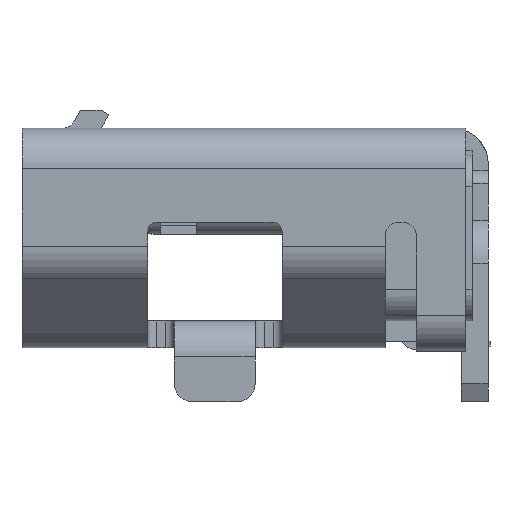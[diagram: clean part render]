
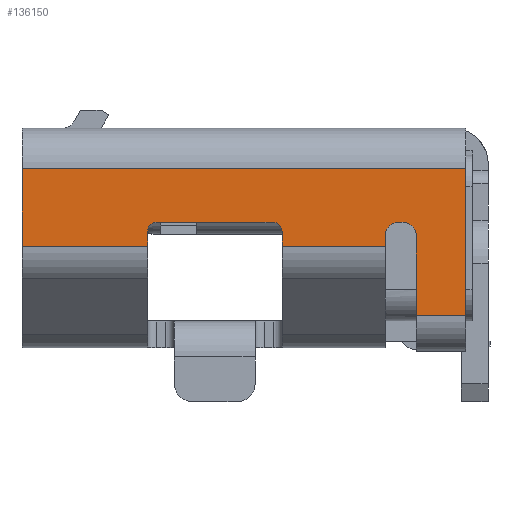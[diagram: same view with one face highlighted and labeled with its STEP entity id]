
A CAD part, left-side view. The second image highlights one B-rep face of the part: STEP entity #136150.
In plain terms, the highlighted planar face has unit normal (-1, 0, 0).
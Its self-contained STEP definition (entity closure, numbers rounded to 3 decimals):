
#132500=CARTESIAN_POINT('',(-3.75,1.45,0.865));
#132510=VERTEX_POINT('',#132500);
#132560=CARTESIAN_POINT('',(-3.75,1.45,0.025));
#132570=DIRECTION('',(-0.,0.,1.));
#132580=VECTOR('',#132570,1.);
#132590=LINE('',#132560,#132580);
#132600=CARTESIAN_POINT('',(-3.75,1.45,-0.775));
#132610=VERTEX_POINT('',#132600);
#132620=EDGE_CURVE('',#132610,#132510,#132590,.T.);
#134790=CARTESIAN_POINT('',(-3.75,0.9,0.865));
#134800=VERTEX_POINT('',#134790);
#134830=CARTESIAN_POINT('',(-3.75,-3.2,0.865));
#134840=DIRECTION('',(0.,1.,0.));
#134850=VECTOR('',#134840,1.);
#134860=LINE('',#134830,#134850);
#134870=EDGE_CURVE('',#134800,#132510,#134860,.T.);
#134920=CARTESIAN_POINT('',(-3.75,-1.175,0.
));
#134930=DIRECTION('',(-1.,0.,-0.));
#134940=DIRECTION('',(0.,0.,1.));
#134950=AXIS2_PLACEMENT_3D('',#134920,#134930,#134940);
#134960=PLANE('',#134950);
#134970=CARTESIAN_POINT('',(-3.75,0.9,0.025))
;
#134980=DIRECTION('',(-0.,0.,1.));
#134990=VECTOR('',#134980,1.);
#135000=LINE('',#134970,#134990);
#135010=CARTESIAN_POINT('',(-3.75,0.9,-0.025)
);
#135020=VERTEX_POINT('',#135010);
#135030=EDGE_CURVE('',#135020,#134800,#135000,.T.);
#135040=ORIENTED_EDGE('',*,*,#135030,.T.);
#135050=CARTESIAN_POINT('',(-3.75,0.75,-0.025)
);
#135060=DIRECTION('',(-1.,0.,0.));
#135070=DIRECTION('',(0.,0.,1.));
#135080=AXIS2_PLACEMENT_3D('',#135050,#135060,#135070);
#135090=CIRCLE('',#135080,0.15);
#135100=CARTESIAN_POINT('',(-3.75,0.75,-0.175))
;
#135110=VERTEX_POINT('',#135100);
#135120=EDGE_CURVE('',#135020,#135110,#135090,.T.);
#135130=ORIENTED_EDGE('',*,*,#135120,.F.);
#135140=CARTESIAN_POINT('',(-3.75,-3.2,-0.175))
;
#135150=DIRECTION('',(0.,1.,0.));
#135160=VECTOR('',#135150,1.);
#135170=LINE('',#135140,#135160);
#135180=CARTESIAN_POINT('',(-3.75,0.7,-0.175))
;
#135190=VERTEX_POINT('',#135180);
#135200=EDGE_CURVE('',#135190,#135110,#135170,.T.);
#135210=ORIENTED_EDGE('',*,*,#135200,.T.);
#135220=CARTESIAN_POINT('',(-3.75,0.7,-0.025)
);
#135230=DIRECTION('',(-1.,0.,0.));
#135240=DIRECTION('',(0.,0.,1.));
#135250=AXIS2_PLACEMENT_3D('',#135220,#135230,#135240);
#135260=CIRCLE('',#135250,0.15);
#135270=CARTESIAN_POINT('',(-3.75,0.55,-0.025)
);
#135280=VERTEX_POINT('',#135270);
#135290=EDGE_CURVE('',#135190,#135280,#135260,.T.);
#135300=ORIENTED_EDGE('',*,*,#135290,.F.);
#135310=CARTESIAN_POINT('',(-3.75,0.55,0.025))
;
#135320=DIRECTION('',(0.,0.,-1.));
#135330=VECTOR('',#135320,1.);
#135340=LINE('',#135310,#135330);
#135350=CARTESIAN_POINT('',(-3.75,0.55,0.092))
;
#135360=VERTEX_POINT('',#135350);
#135370=EDGE_CURVE('',#135360,#135280,#135340,.T.);
#135380=ORIENTED_EDGE('',*,*,#135370,.T.);
#135390=CARTESIAN_POINT('',(-3.75,-3.2,0.092))
;
#135400=DIRECTION('',(0.,1.,0.));
#135410=VECTOR('',#135400,1.);
#135420=LINE('',#135390,#135410);
#135430=CARTESIAN_POINT('',(-3.75,-0.6,0.092)
);
#135440=VERTEX_POINT('',#135430);
#135450=EDGE_CURVE('',#135440,#135360,#135420,.T.);
#135460=ORIENTED_EDGE('',*,*,#135450,.T.);
#135470=CARTESIAN_POINT('',(-3.75,-0.6,0.025)
);
#135480=DIRECTION('',(-0.,0.,1.));
#135490=VECTOR('',#135480,1.);
#135500=LINE('',#135470,#135490);
#135510=CARTESIAN_POINT('',(-3.75,-0.6,-0.075
));
#135520=VERTEX_POINT('',#135510);
#135530=EDGE_CURVE('',#135520,#135440,#135500,.T.);
#135540=ORIENTED_EDGE('',*,*,#135530,.T.);
#135550=CARTESIAN_POINT('',(-3.75,-0.7,-0.075
));
#135560=DIRECTION('',(-1.,0.,0.));
#135570=DIRECTION('',(0.,1.,0.));
#135580=AXIS2_PLACEMENT_3D('',#135550,#135560,#135570);
#135590=CIRCLE('',#135580,0.1);
#135600=CARTESIAN_POINT('',(-3.75,-0.7,-0.175)
);
#135610=VERTEX_POINT('',#135600);
#135620=EDGE_CURVE('',#135520,#135610,#135590,.T.);
#135630=ORIENTED_EDGE('',*,*,#135620,.F.);
#135640=CARTESIAN_POINT('',(-3.75,-1.7,-0.175))
;
#135650=DIRECTION('',(0.,1.,0.));
#135660=VECTOR('',#135650,1.3);
#135670=LINE('',#135640,#135660);
#135680=CARTESIAN_POINT('',(-3.75,-2.,-0.175))
;
#135690=VERTEX_POINT('',#135680);
#135700=EDGE_CURVE('',#135690,#135610,#135670,.T.);
#135710=ORIENTED_EDGE('',*,*,#135700,.T.);
#135720=CARTESIAN_POINT('',(-3.75,-2.,-0.075)
);
#135730=DIRECTION('',(-1.,0.,0.));
#135740=DIRECTION('',(0.,0.,-1.));
#135750=AXIS2_PLACEMENT_3D('',#135720,#135730,#135740);
#135760=CIRCLE('',#135750,0.1);
#135770=CARTESIAN_POINT('',(-3.75,-2.1,-0.075)
);
#135780=VERTEX_POINT('',#135770);
#135790=EDGE_CURVE('',#135690,#135780,#135760,.T.);
#135800=ORIENTED_EDGE('',*,*,#135790,.F.);
#135810=CARTESIAN_POINT('',(-3.75,-2.1,0.025))
;
#135820=DIRECTION('',(-0.,0.,1.));
#135830=VECTOR('',#135820,1.);
#135840=LINE('',#135810,#135830);
#135850=CARTESIAN_POINT('',(-3.75,-2.1,0.092))
;
#135860=VERTEX_POINT('',#135850);
#135870=EDGE_CURVE('',#135780,#135860,#135840,.T.);
#135880=ORIENTED_EDGE('',*,*,#135870,.F.);
#135890=CARTESIAN_POINT('',(-3.75,-3.2,0.092))
;
#135900=DIRECTION('',(0.,1.,0.));
#135910=VECTOR('',#135900,1.);
#135920=LINE('',#135890,#135910);
#135930=CARTESIAN_POINT('',(-3.75,-3.5,0.092))
;
#135940=VERTEX_POINT('',#135930);
#135950=EDGE_CURVE('',#135940,#135860,#135920,.T.);
#135960=ORIENTED_EDGE('',*,*,#135950,.T.);
#135970=CARTESIAN_POINT('',(-3.75,-3.5,0.025))
;
#135980=DIRECTION('',(-0.,0.,1.));
#135990=VECTOR('',#135980,1.);
#136000=LINE('',#135970,#135990);
#136010=CARTESIAN_POINT('',(-3.75,-3.5,-0.775))
;
#136020=VERTEX_POINT('',#136010);
#136030=EDGE_CURVE('',#136020,#135940,#136000,.T.);
#136040=ORIENTED_EDGE('',*,*,#136030,.T.);
#136050=CARTESIAN_POINT('',(-3.75,1.243,-0.775));
#136060=DIRECTION('',(0.,-1.,0.));
#136070=VECTOR('',#136060,1.);
#136080=LINE('',#136050,#136070);
#136090=EDGE_CURVE('',#132610,#136020,#136080,.T.);
#136100=ORIENTED_EDGE('',*,*,#136090,.T.);
#136110=ORIENTED_EDGE('',*,*,#132620,.F.);
#136120=ORIENTED_EDGE('',*,*,#134870,.T.);
#136130=EDGE_LOOP('',(#136120,#136110,#136100,#136040,#135960,#135880,
#135800,#135710,#135630,#135540,#135460,#135380,#135300,#135210,#135130,
#135040));
#136140=FACE_OUTER_BOUND('',#136130,.T.);
#136150=ADVANCED_FACE('',(#136140),#134960,.T.);
